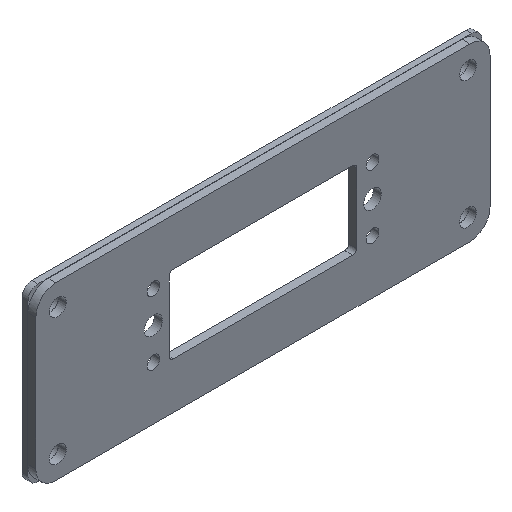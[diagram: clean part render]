
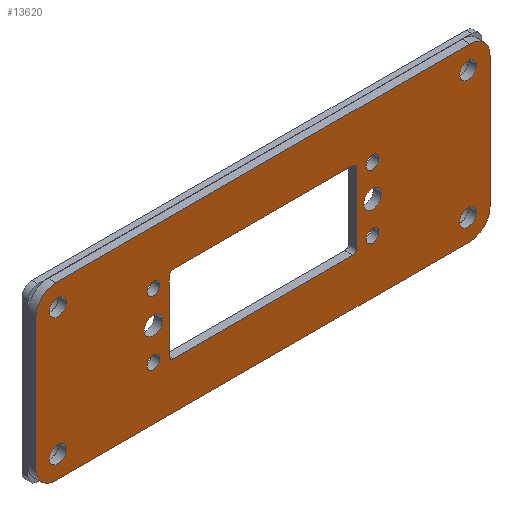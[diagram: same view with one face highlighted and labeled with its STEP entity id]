
A CAD part, isometric view. The second image highlights one B-rep face of the part: STEP entity #13620.
In plain terms, the highlighted face is planar.
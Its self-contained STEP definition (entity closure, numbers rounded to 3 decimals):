
#10670=CARTESIAN_POINT('',(0.,0.,-2.));
#10680=DIRECTION('',(0.,0.,1.));
#10690=DIRECTION('',(1.,0.,0.));
#10700=AXIS2_PLACEMENT_3D('',#10670,#10680,#10690);
#10710=PLANE('',#10700);
#10720=CARTESIAN_POINT('',(108.5,37.5,-2.));
#10730=DIRECTION('',(0.,0.,1.));
#10740=DIRECTION('',(1.,0.,0.));
#10750=AXIS2_PLACEMENT_3D('',#10720,#10730,#10740);
#10760=CIRCLE('',#10750,2.1);
#10770=CARTESIAN_POINT('',(110.6,37.5,-2.));
#10780=VERTEX_POINT('',#10770);
#10790=CARTESIAN_POINT('',(106.4,37.5,-2.));
#10800=VERTEX_POINT('',#10790);
#10810=EDGE_CURVE('',#10780,#10800,#10760,.T.);
#10820=ORIENTED_EDGE('',*,*,#10810,.T.);
#10830=EDGE_CURVE('',#10800,#10780,#10760,.T.);
#10840=ORIENTED_EDGE('',*,*,#10830,.T.);
#10850=EDGE_LOOP('',(#10840,#10820));
#10860=FACE_BOUND('',#10850,.T.);
#10870=CARTESIAN_POINT('',(29.5,29.5,-2.));
#10880=DIRECTION('',(0.,0.,1.));
#10890=DIRECTION('',(1.,0.,0.));
#10900=AXIS2_PLACEMENT_3D('',#10870,#10880,#10890);
#10910=CIRCLE('',#10900,1.6);
#10920=CARTESIAN_POINT('',(31.1,29.5,-2.));
#10930=VERTEX_POINT('',#10920);
#10940=CARTESIAN_POINT('',(27.9,29.5,-2.));
#10950=VERTEX_POINT('',#10940);
#10960=EDGE_CURVE('',#10930,#10950,#10910,.T.);
#10970=ORIENTED_EDGE('',*,*,#10960,.T.);
#10980=EDGE_CURVE('',#10950,#10930,#10910,.T.);
#10990=ORIENTED_EDGE('',*,*,#10980,.T.);
#11000=EDGE_LOOP('',(#10990,#10970));
#11010=FACE_BOUND('',#11000,.T.);
#11020=CARTESIAN_POINT('',(84.5,21.5,-2.));
#11030=DIRECTION('',(0.,0.,1.));
#11040=DIRECTION('',(1.,0.,0.));
#11050=AXIS2_PLACEMENT_3D('',#11020,#11030,#11040);
#11060=CIRCLE('',#11050,2.25);
#11070=CARTESIAN_POINT('',(86.75,21.5,-2.));
#11080=VERTEX_POINT('',#11070);
#11090=CARTESIAN_POINT('',(82.25,21.5,-2.));
#11100=VERTEX_POINT('',#11090);
#11110=EDGE_CURVE('',#11080,#11100,#11060,.T.);
#11120=ORIENTED_EDGE('',*,*,#11110,.T.);
#11130=EDGE_CURVE('',#11100,#11080,#11060,.T.);
#11140=ORIENTED_EDGE('',*,*,#11130,.T.);
#11150=EDGE_LOOP('',(#11140,#11120));
#11160=FACE_BOUND('',#11150,.T.);
#11170=CARTESIAN_POINT('',(29.5,21.5,-2.));
#11180=DIRECTION('',(0.,0.,1.));
#11190=DIRECTION('',(1.,0.,0.));
#11200=AXIS2_PLACEMENT_3D('',#11170,#11180,#11190);
#11210=CIRCLE('',#11200,2.25);
#11220=CARTESIAN_POINT('',(31.75,21.5,-2.));
#11230=VERTEX_POINT('',#11220);
#11240=CARTESIAN_POINT('',(27.25,21.5,-2.));
#11250=VERTEX_POINT('',#11240);
#11260=EDGE_CURVE('',#11230,#11250,#11210,.T.);
#11270=ORIENTED_EDGE('',*,*,#11260,.T.);
#11280=EDGE_CURVE('',#11250,#11230,#11210,.T.);
#11290=ORIENTED_EDGE('',*,*,#11280,.T.);
#11300=EDGE_LOOP('',(#11290,#11270));
#11310=FACE_BOUND('',#11300,.T.);
#11320=CARTESIAN_POINT('',(84.5,13.5,-2.));
#11330=DIRECTION('',(0.,0.,1.));
#11340=DIRECTION('',(1.,0.,0.));
#11350=AXIS2_PLACEMENT_3D('',#11320,#11330,#11340);
#11360=CIRCLE('',#11350,1.6);
#11370=CARTESIAN_POINT('',(86.1,13.5,-2.));
#11380=VERTEX_POINT('',#11370);
#11390=CARTESIAN_POINT('',(82.9,13.5,-2.));
#11400=VERTEX_POINT('',#11390);
#11410=EDGE_CURVE('',#11380,#11400,#11360,.T.);
#11420=ORIENTED_EDGE('',*,*,#11410,.T.);
#11430=EDGE_CURVE('',#11400,#11380,#11360,.T.);
#11440=ORIENTED_EDGE('',*,*,#11430,.T.);
#11450=EDGE_LOOP('',(#11440,#11420));
#11460=FACE_BOUND('',#11450,.T.);
#11470=CARTESIAN_POINT('',(84.5,29.5,-2.));
#11480=DIRECTION('',(0.,0.,1.));
#11490=DIRECTION('',(1.,0.,0.));
#11500=AXIS2_PLACEMENT_3D('',#11470,#11480,#11490);
#11510=CIRCLE('',#11500,1.6);
#11520=CARTESIAN_POINT('',(86.1,29.5,-2.));
#11530=VERTEX_POINT('',#11520);
#11540=CARTESIAN_POINT('',(82.9,29.5,-2.));
#11550=VERTEX_POINT('',#11540);
#11560=EDGE_CURVE('',#11530,#11550,#11510,.T.);
#11570=ORIENTED_EDGE('',*,*,#11560,.T.);
#11580=EDGE_CURVE('',#11550,#11530,#11510,.T.);
#11590=ORIENTED_EDGE('',*,*,#11580,.T.);
#11600=EDGE_LOOP('',(#11590,#11570));
#11610=FACE_BOUND('',#11600,.T.);
#11620=CARTESIAN_POINT('',(29.5,13.5,-2.));
#11630=DIRECTION('',(0.,0.,1.));
#11640=DIRECTION('',(1.,0.,0.));
#11650=AXIS2_PLACEMENT_3D('',#11620,#11630,#11640);
#11660=CIRCLE('',#11650,1.6);
#11670=CARTESIAN_POINT('',(31.1,13.5,-2.));
#11680=VERTEX_POINT('',#11670);
#11690=CARTESIAN_POINT('',(27.9,13.5,-2.));
#11700=VERTEX_POINT('',#11690);
#11710=EDGE_CURVE('',#11680,#11700,#11660,.T.);
#11720=ORIENTED_EDGE('',*,*,#11710,.T.);
#11730=EDGE_CURVE('',#11700,#11680,#11660,.T.);
#11740=ORIENTED_EDGE('',*,*,#11730,.T.);
#11750=EDGE_LOOP('',(#11740,#11720));
#11760=FACE_BOUND('',#11750,.T.);
#11770=CARTESIAN_POINT('',(34.5,30.25,-2.));
#11780=DIRECTION('',(0.,0.,1.));
#11790=DIRECTION('',(1.,0.,0.));
#11800=AXIS2_PLACEMENT_3D('',#11770,#11780,#11790);
#11810=CIRCLE('',#11800,1.);
#11820=CARTESIAN_POINT('',(34.5,31.25,-2.));
#11830=VERTEX_POINT('',#11820);
#11840=CARTESIAN_POINT('',(33.5,30.25,-2.));
#11850=VERTEX_POINT('',#11840);
#11860=EDGE_CURVE('',#11830,#11850,#11810,.T.);
#11870=ORIENTED_EDGE('',*,*,#11860,.T.);
#11880=CARTESIAN_POINT('',(88.,31.25,-2.));
#11890=DIRECTION('',(-1.,0.,0.));
#11900=VECTOR('',#11890,1.);
#11910=LINE('',#11880,#11900);
#11920=CARTESIAN_POINT('',(79.5,31.25,-2.));
#11930=VERTEX_POINT('',#11920);
#11940=EDGE_CURVE('',#11930,#11830,#11910,.T.);
#11950=ORIENTED_EDGE('',*,*,#11940,.T.);
#11960=CARTESIAN_POINT('',(79.5,30.25,-2.));
#11970=DIRECTION('',(0.,0.,1.));
#11980=DIRECTION('',(1.,0.,0.));
#11990=AXIS2_PLACEMENT_3D('',#11960,#11970,#11980);
#12000=CIRCLE('',#11990,1.);
#12010=CARTESIAN_POINT('',(80.5,30.25,-2.));
#12020=VERTEX_POINT('',#12010);
#12030=EDGE_CURVE('',#12020,#11930,#12000,.T.);
#12040=ORIENTED_EDGE('',*,*,#12030,.T.);
#12050=CARTESIAN_POINT('',(80.5,11.75,-2.));
#12060=DIRECTION('',(0.,1.,0.));
#12070=VECTOR('',#12060,1.);
#12080=LINE('',#12050,#12070);
#12090=CARTESIAN_POINT('',(80.5,12.75,-2.));
#12100=VERTEX_POINT('',#12090);
#12110=EDGE_CURVE('',#12100,#12020,#12080,.T.);
#12120=ORIENTED_EDGE('',*,*,#12110,.T.);
#12130=CARTESIAN_POINT('',(79.5,12.75,-2.));
#12140=DIRECTION('',(0.,0.,-1.));
#12150=DIRECTION('',(-1.,0.,0.));
#12160=AXIS2_PLACEMENT_3D('',#12130,#12140,#12150);
#12170=CIRCLE('',#12160,1.);
#12180=CARTESIAN_POINT('',(79.5,11.75,-2.));
#12190=VERTEX_POINT('',#12180);
#12200=EDGE_CURVE('',#12100,#12190,#12170,.T.);
#12210=ORIENTED_EDGE('',*,*,#12200,.F.);
#12220=CARTESIAN_POINT('',(26.,11.75,-2.));
#12230=DIRECTION('',(1.,0.,0.));
#12240=VECTOR('',#12230,1.);
#12250=LINE('',#12220,#12240);
#12260=CARTESIAN_POINT('',(34.5,11.75,-2.));
#12270=VERTEX_POINT('',#12260);
#12280=EDGE_CURVE('',#12270,#12190,#12250,.T.);
#12290=ORIENTED_EDGE('',*,*,#12280,.T.);
#12300=CARTESIAN_POINT('',(34.5,12.75,-2.));
#12310=DIRECTION('',(0.,0.,1.));
#12320=DIRECTION('',(1.,0.,0.));
#12330=AXIS2_PLACEMENT_3D('',#12300,#12310,#12320);
#12340=CIRCLE('',#12330,1.);
#12350=CARTESIAN_POINT('',(33.5,12.75,-2.));
#12360=VERTEX_POINT('',#12350);
#12370=EDGE_CURVE('',#12360,#12270,#12340,.T.);
#12380=ORIENTED_EDGE('',*,*,#12370,.T.);
#12390=CARTESIAN_POINT('',(33.5,31.25,-2.));
#12400=DIRECTION('',(0.,-1.,0.));
#12410=VECTOR('',#12400,1.);
#12420=LINE('',#12390,#12410);
#12430=EDGE_CURVE('',#11850,#12360,#12420,.T.);
#12440=ORIENTED_EDGE('',*,*,#12430,.T.);
#12450=EDGE_LOOP('',(#12440,#12380,#12290,#12210,#12120,#12040,#11950,
#11870));
#12460=FACE_BOUND('',#12450,.T.);
#12470=CARTESIAN_POINT('',(5.5,5.5,-2.));
#12480=DIRECTION('',(0.,0.,1.));
#12490=DIRECTION('',(1.,0.,0.));
#12500=AXIS2_PLACEMENT_3D('',#12470,#12480,#12490);
#12510=CIRCLE('',#12500,2.1);
#12520=CARTESIAN_POINT('',(7.6,5.5,-2.));
#12530=VERTEX_POINT('',#12520);
#12540=CARTESIAN_POINT('',(3.4,5.5,-2.));
#12550=VERTEX_POINT('',#12540);
#12560=EDGE_CURVE('',#12530,#12550,#12510,.T.);
#12570=ORIENTED_EDGE('',*,*,#12560,.T.);
#12580=EDGE_CURVE('',#12550,#12530,#12510,.T.);
#12590=ORIENTED_EDGE('',*,*,#12580,.T.);
#12600=EDGE_LOOP('',(#12590,#12570));
#12610=FACE_BOUND('',#12600,.T.);
#12620=CARTESIAN_POINT('',(108.5,5.5,-2.));
#12630=DIRECTION('',(0.,0.,1.));
#12640=DIRECTION('',(1.,0.,0.));
#12650=AXIS2_PLACEMENT_3D('',#12620,#12630,#12640);
#12660=CIRCLE('',#12650,2.1);
#12670=CARTESIAN_POINT('',(110.6,5.5,-2.));
#12680=VERTEX_POINT('',#12670);
#12690=CARTESIAN_POINT('',(106.4,5.5,-2.));
#12700=VERTEX_POINT('',#12690);
#12710=EDGE_CURVE('',#12680,#12700,#12660,.T.);
#12720=ORIENTED_EDGE('',*,*,#12710,.T.);
#12730=EDGE_CURVE('',#12700,#12680,#12660,.T.);
#12740=ORIENTED_EDGE('',*,*,#12730,.T.);
#12750=EDGE_LOOP('',(#12740,#12720));
#12760=FACE_BOUND('',#12750,.T.);
#12770=CARTESIAN_POINT('',(5.5,37.5,-2.));
#12780=DIRECTION('',(0.,0.,1.));
#12790=DIRECTION('',(1.,0.,0.));
#12800=AXIS2_PLACEMENT_3D('',#12770,#12780,#12790);
#12810=CIRCLE('',#12800,2.1);
#12820=CARTESIAN_POINT('',(7.6,37.5,-2.));
#12830=VERTEX_POINT('',#12820);
#12840=CARTESIAN_POINT('',(3.4,37.5,-2.));
#12850=VERTEX_POINT('',#12840);
#12860=EDGE_CURVE('',#12830,#12850,#12810,.T.);
#12870=ORIENTED_EDGE('',*,*,#12860,.T.);
#12880=EDGE_CURVE('',#12850,#12830,#12810,.T.);
#12890=ORIENTED_EDGE('',*,*,#12880,.T.);
#12900=EDGE_LOOP('',(#12890,#12870));
#12910=FACE_BOUND('',#12900,.T.);
#12920=CARTESIAN_POINT('',(5.,38.,-2.));
#12930=DIRECTION('',(0.,0.,-1.));
#12940=DIRECTION('',(-1.,0.,0.));
#12950=AXIS2_PLACEMENT_3D('',#12920,#12930,#12940);
#12960=CIRCLE('',#12950,5.);
#12970=CARTESIAN_POINT('',(0.,38.,-2.));
#12980=VERTEX_POINT('',#12970);
#12990=CARTESIAN_POINT('',(5.,43.,-2.));
#13000=VERTEX_POINT('',#12990);
#13010=EDGE_CURVE('',#12980,#13000,#12960,.T.);
#13020=ORIENTED_EDGE('',*,*,#13010,.T.);
#13030=CARTESIAN_POINT('',(0.,43.,-2.));
#13040=DIRECTION('',(0.,-1.,0.));
#13050=VECTOR('',#13040,1.);
#13060=LINE('',#13030,#13050);
#13070=CARTESIAN_POINT('',(0.,5.,-2.));
#13080=VERTEX_POINT('',#13070);
#13090=EDGE_CURVE('',#12980,#13080,#13060,.T.);
#13100=ORIENTED_EDGE('',*,*,#13090,.F.);
#13110=CARTESIAN_POINT('',(5.,5.,-2.));
#13120=DIRECTION('',(0.,0.,-1.));
#13130=DIRECTION('',(-1.,0.,0.));
#13140=AXIS2_PLACEMENT_3D('',#13110,#13120,#13130);
#13150=CIRCLE('',#13140,5.);
#13160=CARTESIAN_POINT('',(5.,0.,-2.));
#13170=VERTEX_POINT('',#13160);
#13180=EDGE_CURVE('',#13170,#13080,#13150,.T.);
#13190=ORIENTED_EDGE('',*,*,#13180,.T.);
#13200=CARTESIAN_POINT('',(0.,0.,-2.));
#13210=DIRECTION('',(1.,0.,0.));
#13220=VECTOR('',#13210,1.);
#13230=LINE('',#13200,#13220);
#13240=CARTESIAN_POINT('',(109.,0.,-2.));
#13250=VERTEX_POINT('',#13240);
#13260=EDGE_CURVE('',#13170,#13250,#13230,.T.);
#13270=ORIENTED_EDGE('',*,*,#13260,.F.);
#13280=CARTESIAN_POINT('',(109.,5.,-2.));
#13290=DIRECTION('',(0.,0.,-1.));
#13300=DIRECTION('',(-1.,0.,0.));
#13310=AXIS2_PLACEMENT_3D('',#13280,#13290,#13300);
#13320=CIRCLE('',#13310,5.);
#13330=CARTESIAN_POINT('',(114.,5.,-2.));
#13340=VERTEX_POINT('',#13330);
#13350=EDGE_CURVE('',#13340,#13250,#13320,.T.);
#13360=ORIENTED_EDGE('',*,*,#13350,.T.);
#13370=CARTESIAN_POINT('',(114.,0.,-2.));
#13380=DIRECTION('',(0.,1.,0.));
#13390=VECTOR('',#13380,1.);
#13400=LINE('',#13370,#13390);
#13410=CARTESIAN_POINT('',(114.,38.,-2.));
#13420=VERTEX_POINT('',#13410);
#13430=EDGE_CURVE('',#13340,#13420,#13400,.T.);
#13440=ORIENTED_EDGE('',*,*,#13430,.F.);
#13450=CARTESIAN_POINT('',(109.,38.,-2.));
#13460=DIRECTION('',(0.,0.,-1.));
#13470=DIRECTION('',(-1.,0.,0.));
#13480=AXIS2_PLACEMENT_3D('',#13450,#13460,#13470);
#13490=CIRCLE('',#13480,5.);
#13500=CARTESIAN_POINT('',(109.,43.,-2.));
#13510=VERTEX_POINT('',#13500);
#13520=EDGE_CURVE('',#13510,#13420,#13490,.T.);
#13530=ORIENTED_EDGE('',*,*,#13520,.T.);
#13540=CARTESIAN_POINT('',(114.,43.,-2.));
#13550=DIRECTION('',(-1.,0.,0.));
#13560=VECTOR('',#13550,1.);
#13570=LINE('',#13540,#13560);
#13580=EDGE_CURVE('',#13510,#13000,#13570,.T.);
#13590=ORIENTED_EDGE('',*,*,#13580,.F.);
#13600=EDGE_LOOP('',(#13590,#13530,#13440,#13360,#13270,#13190,#13100,
#13020));
#13610=FACE_OUTER_BOUND('',#13600,.T.);
#13620=ADVANCED_FACE('',(#10860,#11010,#11160,#11310,#11460,#11610,
#11760,#12460,#12610,#12760,#12910,#13610),#10710,.F.);
